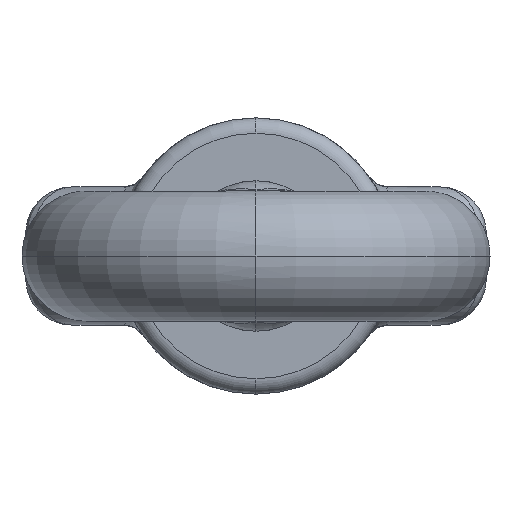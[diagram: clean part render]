
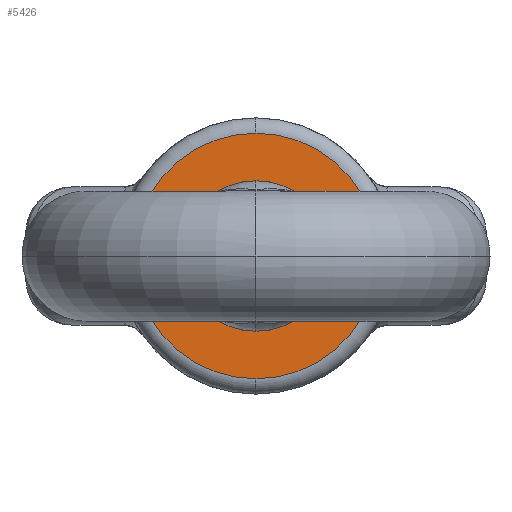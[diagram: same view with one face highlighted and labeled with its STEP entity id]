
A CAD part, left-side view. The second image highlights one B-rep face of the part: STEP entity #5426.
In plain terms, the highlighted planar face has unit normal (-1, 0, 0).
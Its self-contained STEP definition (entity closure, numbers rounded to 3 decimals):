
#34 = VERTEX_POINT ( 'NONE', #6427 ) ;
#83 = AXIS2_PLACEMENT_3D ( 'NONE', #6015, #2545, #3071 ) ;
#206 = AXIS2_PLACEMENT_3D ( 'NONE', #5966, #3630, #1380 ) ;
#392 = VERTEX_POINT ( 'NONE', #6226 ) ;
#466 = EDGE_LOOP ( 'NONE', ( #4486, #1697 ) ) ;
#623 = CIRCLE ( 'NONE', #83, 4.9 ) ;
#662 = DIRECTION ( 'NONE',  ( -1., 0., 0. ) ) ;
#818 = CIRCLE ( 'NONE', #4653, 8. ) ;
#1041 = FACE_OUTER_BOUND ( 'NONE', #466, .T. ) ;
#1145 = EDGE_CURVE ( 'NONE', #34, #2684, #5414, .T. ) ;
#1380 = DIRECTION ( 'NONE',  ( 0., 0., 1. ) ) ;
#1697 = ORIENTED_EDGE ( 'NONE', *, *, #4855, .T. ) ;
#1721 = CARTESIAN_POINT ( 'NONE',  ( -62., 0., -4. ) ) ;
#2217 = CARTESIAN_POINT ( 'NONE',  ( -62., 0., -8. ) ) ;
#2352 = AXIS2_PLACEMENT_3D ( 'NONE', #7490, #662, #2975 ) ;
#2545 = DIRECTION ( 'NONE',  ( -1., 0., 0. ) ) ;
#2684 = VERTEX_POINT ( 'NONE', #4446 ) ;
#2975 = DIRECTION ( 'NONE',  ( 0., 0., 1. ) ) ;
#3027 = EDGE_CURVE ( 'NONE', #392, #6326, #818, .T. ) ;
#3071 = DIRECTION ( 'NONE',  ( 0., 0., 1. ) ) ;
#3455 = DIRECTION ( 'NONE',  ( 0., 0., 1. ) ) ;
#3588 = ORIENTED_EDGE ( 'NONE', *, *, #7037, .F. ) ;
#3630 = DIRECTION ( 'NONE',  ( -1., 0., 0. ) ) ;
#4446 = CARTESIAN_POINT ( 'NONE',  ( -62., 0., -4.9 ) ) ;
#4486 = ORIENTED_EDGE ( 'NONE', *, *, #3027, .T. ) ;
#4493 = CIRCLE ( 'NONE', #2352, 8. ) ;
#4548 = ORIENTED_EDGE ( 'NONE', *, *, #1145, .F. ) ;
#4644 = EDGE_LOOP ( 'NONE', ( #3588, #4548 ) ) ;
#4653 = AXIS2_PLACEMENT_3D ( 'NONE', #7131, #5307, #4781 ) ;
#4781 = DIRECTION ( 'NONE',  ( 0., 0., 1. ) ) ;
#4855 = EDGE_CURVE ( 'NONE', #6326, #392, #4493, .T. ) ;
#5307 = DIRECTION ( 'NONE',  ( -1., 0., 0. ) ) ;
#5414 = CIRCLE ( 'NONE', #206, 4.9 ) ;
#5426 = ADVANCED_FACE ( 'NONE', ( #1041, #6253 ), #5739, .T. ) ;
#5739 = PLANE ( 'NONE',  #6736 ) ;
#5966 = CARTESIAN_POINT ( 'NONE',  ( -62., 0., 0. ) ) ;
#6015 = CARTESIAN_POINT ( 'NONE',  ( -62., 0., 0. ) ) ;
#6226 = CARTESIAN_POINT ( 'NONE',  ( -62., 0., 8. ) ) ;
#6253 = FACE_BOUND ( 'NONE', #4644, .T. ) ;
#6326 = VERTEX_POINT ( 'NONE', #2217 ) ;
#6391 = DIRECTION ( 'NONE',  ( -1., 0., 0. ) ) ;
#6427 = CARTESIAN_POINT ( 'NONE',  ( -62., 0., 4.9 ) ) ;
#6736 = AXIS2_PLACEMENT_3D ( 'NONE', #1721, #6391, #3455 ) ;
#7037 = EDGE_CURVE ( 'NONE', #2684, #34, #623, .T. ) ;
#7131 = CARTESIAN_POINT ( 'NONE',  ( -62., 0., 0. ) ) ;
#7490 = CARTESIAN_POINT ( 'NONE',  ( -62., 0., 0. ) ) ;
